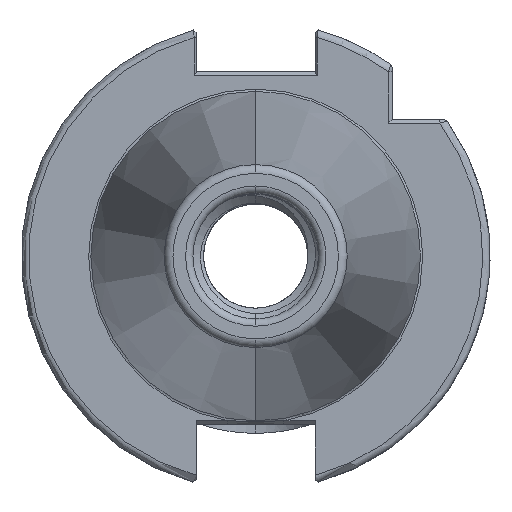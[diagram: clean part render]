
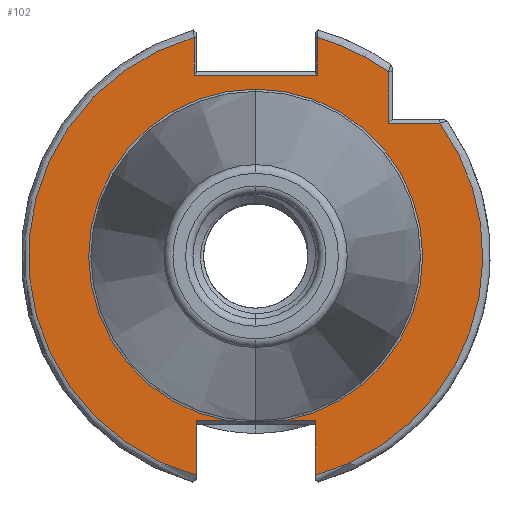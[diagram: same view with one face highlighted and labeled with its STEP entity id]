
A CAD part, left-side view. The second image highlights one B-rep face of the part: STEP entity #102.
In plain terms, the highlighted planar face has unit normal (-1, 0, 0).
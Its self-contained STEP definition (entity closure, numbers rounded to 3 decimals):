
#102 = ADVANCED_FACE ( 'NONE', ( #19156 ), #14968, .F. ) ;
#336 = EDGE_CURVE ( 'NONE', #5312, #5643, #19537, .T. ) ;
#356 = EDGE_CURVE ( 'NONE', #5300, #5266, #19498, .T. ) ;
#367 = EDGE_CURVE ( 'NONE', #5277, #5315, #19527, .T. ) ;
#370 = EDGE_CURVE ( 'NONE', #5694, #5260, #19501, .T. ) ;
#374 = EDGE_CURVE ( 'NONE', #5363, #5260, #19507, .T. ) ;
#380 = EDGE_CURVE ( 'NONE', #5315, #5312, #19612, .T. ) ;
#381 = EDGE_CURVE ( 'NONE', #5266, #5277, #19587, .T. ) ;
#382 = EDGE_CURVE ( 'NONE', #5363, #5268, #19577, .T. ) ;
#394 = EDGE_CURVE ( 'NONE', #5314, #5285, #19517, .T. ) ;
#396 = EDGE_CURVE ( 'NONE', #5285, #5300, #19586, .T. ) ;
#729 = EDGE_CURVE ( 'NONE', #5373, #5314, #3272, .T. ) ;
#734 = EDGE_CURVE ( 'NONE', #5268, #5306, #3284, .T. ) ;
#735 = EDGE_CURVE ( 'NONE', #5643, #5694, #3275, .T. ) ;
#771 = EDGE_CURVE ( 'NONE', #5306, #5373, #5768, .T. ) ;
#2680 = AXIS2_PLACEMENT_3D ( 'NONE', #9595, #9601, #9603 ) ;
#2685 = AXIS2_PLACEMENT_3D ( 'NONE', #9637, #9642, #9651 ) ;
#3272 = CIRCLE ( 'NONE', #2680, 30.775 ) ;
#3275 = CIRCLE ( 'NONE', #2685, 22.627 ) ;
#3280 = VECTOR ( 'NONE', #9631, 1000. ) ;
#3284 = LINE ( 'NONE', #9586, #3280 ) ;
#4703 = ORIENTED_EDGE ( 'NONE', *, *, #374, .F. ) ;
#5260 = VERTEX_POINT ( 'NONE', #8666 ) ;
#5266 = VERTEX_POINT ( 'NONE', #8617 ) ;
#5268 = VERTEX_POINT ( 'NONE', #8687 ) ;
#5277 = VERTEX_POINT ( 'NONE', #8677 ) ;
#5285 = VERTEX_POINT ( 'NONE', #8637 ) ;
#5300 = VERTEX_POINT ( 'NONE', #8652 ) ;
#5306 = VERTEX_POINT ( 'NONE', #8714 ) ;
#5312 = VERTEX_POINT ( 'NONE', #8722 ) ;
#5314 = VERTEX_POINT ( 'NONE', #8748 ) ;
#5315 = VERTEX_POINT ( 'NONE', #8765 ) ;
#5363 = VERTEX_POINT ( 'NONE', #8797 ) ;
#5373 = VERTEX_POINT ( 'NONE', #8809 ) ;
#5643 = VERTEX_POINT ( 'NONE', #9061 ) ;
#5694 = VERTEX_POINT ( 'NONE', #9074 ) ;
#5708 = ORIENTED_EDGE ( 'NONE', *, *, #394, .T. ) ;
#5714 = ORIENTED_EDGE ( 'NONE', *, *, #380, .T. ) ;
#5717 = ORIENTED_EDGE ( 'NONE', *, *, #382, .T. ) ;
#5722 = ORIENTED_EDGE ( 'NONE', *, *, #729, .T. ) ;
#5729 = ORIENTED_EDGE ( 'NONE', *, *, #396, .T. ) ;
#5733 = ORIENTED_EDGE ( 'NONE', *, *, #336, .T. ) ;
#5736 = ORIENTED_EDGE ( 'NONE', *, *, #734, .T. ) ;
#5762 = VECTOR ( 'NONE', #9833, 1000. ) ;
#5768 = LINE ( 'NONE', #9847, #5762 ) ;
#8617 = CARTESIAN_POINT ( 'NONE',  ( 0., 8.335, 29.625 ) ) ;
#8637 = CARTESIAN_POINT ( 'NONE',  ( 0., -8.335, 24.5 ) ) ;
#8652 = CARTESIAN_POINT ( 'NONE',  ( 0., 8.335, 24.5 ) ) ;
#8666 = CARTESIAN_POINT ( 'NONE',  ( 0., -8.05, -22.3 ) ) ;
#8677 = CARTESIAN_POINT ( 'NONE',  ( 0., 8.05, -29.704 ) ) ;
#8687 = CARTESIAN_POINT ( 'NONE',  ( 0., -24.962, 18. ) ) ;
#8714 = CARTESIAN_POINT ( 'NONE',  ( 0., -18., 18. ) ) ;
#8722 = CARTESIAN_POINT ( 'NONE',  ( 0., 3.833, -22.3 ) ) ;
#8748 = CARTESIAN_POINT ( 'NONE',  ( 0., -8.335, 29.625 ) ) ;
#8765 = CARTESIAN_POINT ( 'NONE',  ( 0., 8.05, -22.3 ) ) ;
#8797 = CARTESIAN_POINT ( 'NONE',  ( 0., -8.05, -29.704 ) ) ;
#8809 = CARTESIAN_POINT ( 'NONE',  ( 0., -18., 24.962 ) ) ;
#9061 = CARTESIAN_POINT ( 'NONE',  ( 0., 0., 22.627 ) ) ;
#9074 = CARTESIAN_POINT ( 'NONE',  ( 0., -3.833, -22.3 ) ) ;
#9586 = CARTESIAN_POINT ( 'NONE',  ( 0., -18.5, 18. ) ) ;
#9595 = CARTESIAN_POINT ( 'NONE',  ( 0., 0., 0. ) ) ;
#9601 = DIRECTION ( 'NONE',  ( -1., 0., 0. ) ) ;
#9603 = DIRECTION ( 'NONE',  ( 0., 0., -1. ) ) ;
#9631 = DIRECTION ( 'NONE',  ( 0., 1., 0. ) ) ;
#9637 = CARTESIAN_POINT ( 'NONE',  ( 0., 0., 0. ) ) ;
#9642 = DIRECTION ( 'NONE',  ( 1., 0., 0. ) ) ;
#9651 = DIRECTION ( 'NONE',  ( 0., 0., -1. ) ) ;
#9833 = DIRECTION ( 'NONE',  ( 0., 0., 1. ) ) ;
#9847 = CARTESIAN_POINT ( 'NONE',  ( 0., -18., 24.594 ) ) ;
#11493 = DIRECTION ( 'NONE',  ( 1., 0., 0. ) ) ;
#11495 = DIRECTION ( 'NONE',  ( 0., 0., -1. ) ) ;
#11516 = CARTESIAN_POINT ( 'NONE',  ( 0., 0., 0. ) ) ;
#11581 = CARTESIAN_POINT ( 'NONE',  ( 0., 8.335, 29.704 ) ) ;
#11633 = DIRECTION ( 'NONE',  ( 0., 0., 1. ) ) ;
#11654 = CARTESIAN_POINT ( 'NONE',  ( 0., 8.05, -31.776 ) ) ;
#11657 = DIRECTION ( 'NONE',  ( 0., 0., 1. ) ) ;
#11680 = CARTESIAN_POINT ( 'NONE',  ( 0., 22.692, -22.3 ) ) ;
#11682 = DIRECTION ( 'NONE',  ( 0., 0., 1. ) ) ;
#11688 = CARTESIAN_POINT ( 'NONE',  ( 0., -8.05, -31.776 ) ) ;
#11717 = DIRECTION ( 'NONE',  ( 0., -1., 0. ) ) ;
#11753 = CARTESIAN_POINT ( 'NONE',  ( 0., 22.692, -22.3 ) ) ;
#11756 = DIRECTION ( 'NONE',  ( 0., -1., 0. ) ) ;
#11758 = CARTESIAN_POINT ( 'NONE',  ( 0., 0., 0. ) ) ;
#11761 = DIRECTION ( 'NONE',  ( -1., 0., 0. ) ) ;
#11787 = DIRECTION ( 'NONE',  ( 0., 0., -1. ) ) ;
#11798 = CARTESIAN_POINT ( 'NONE',  ( 0., 0., 0. ) ) ;
#11816 = DIRECTION ( 'NONE',  ( -1., 0., 0. ) ) ;
#11826 = DIRECTION ( 'NONE',  ( 0., 0., -1. ) ) ;
#11846 = DIRECTION ( 'NONE',  ( 0., 0., -1. ) ) ;
#11855 = CARTESIAN_POINT ( 'NONE',  ( 0., -8.335, 25. ) ) ;
#11856 = CARTESIAN_POINT ( 'NONE',  ( 0., 8.05, 24.5 ) ) ;
#11898 = DIRECTION ( 'NONE',  ( 0., 1., 0. ) ) ;
#12797 = AXIS2_PLACEMENT_3D ( 'NONE', #14994, #14956, #14996 ) ;
#12839 = AXIS2_PLACEMENT_3D ( 'NONE', #11798, #11816, #11826 ) ;
#12919 = AXIS2_PLACEMENT_3D ( 'NONE', #11516, #11493, #11495 ) ;
#12931 = AXIS2_PLACEMENT_3D ( 'NONE', #11758, #11761, #11787 ) ;
#14956 = DIRECTION ( 'NONE',  ( 1., 0., 0. ) ) ;
#14968 = PLANE ( 'NONE',  #12797 ) ;
#14994 = CARTESIAN_POINT ( 'NONE',  ( 0., 22.692, 0. ) ) ;
#14996 = DIRECTION ( 'NONE',  ( 0., 0., -1. ) ) ;
#18702 = EDGE_LOOP ( 'NONE', ( #5736, #20932, #5722, #5708, #5729, #20929, #20933, #20941, #5714, #5733, #21439, #20935, #4703, #5717 ) ) ;
#19156 = FACE_OUTER_BOUND ( 'NONE', #18702, .T. ) ;
#19490 = VECTOR ( 'NONE', #11682, 1000. ) ;
#19498 = LINE ( 'NONE', #11581, #19499 ) ;
#19499 = VECTOR ( 'NONE', #11657, 1000. ) ;
#19501 = LINE ( 'NONE', #11680, #19545 ) ;
#19507 = LINE ( 'NONE', #11688, #19490 ) ;
#19517 = LINE ( 'NONE', #11855, #19604 ) ;
#19527 = LINE ( 'NONE', #11654, #19541 ) ;
#19537 = CIRCLE ( 'NONE', #12919, 22.627 ) ;
#19541 = VECTOR ( 'NONE', #11633, 1000. ) ;
#19545 = VECTOR ( 'NONE', #11717, 1000. ) ;
#19577 = CIRCLE ( 'NONE', #12839, 30.775 ) ;
#19580 = VECTOR ( 'NONE', #11898, 1000. ) ;
#19586 = LINE ( 'NONE', #11856, #19580 ) ;
#19587 = CIRCLE ( 'NONE', #12931, 30.775 ) ;
#19604 = VECTOR ( 'NONE', #11846, 1000. ) ;
#19605 = VECTOR ( 'NONE', #11756, 1000. ) ;
#19612 = LINE ( 'NONE', #11753, #19605 ) ;
#20929 = ORIENTED_EDGE ( 'NONE', *, *, #356, .T. ) ;
#20932 = ORIENTED_EDGE ( 'NONE', *, *, #771, .T. ) ;
#20933 = ORIENTED_EDGE ( 'NONE', *, *, #381, .T. ) ;
#20935 = ORIENTED_EDGE ( 'NONE', *, *, #370, .T. ) ;
#20941 = ORIENTED_EDGE ( 'NONE', *, *, #367, .T. ) ;
#21439 = ORIENTED_EDGE ( 'NONE', *, *, #735, .T. ) ;
